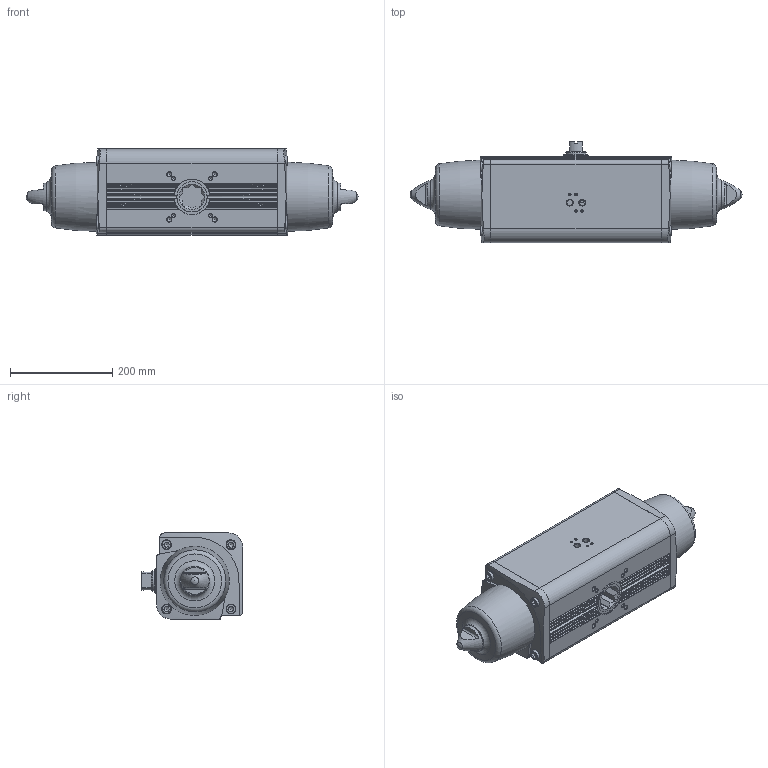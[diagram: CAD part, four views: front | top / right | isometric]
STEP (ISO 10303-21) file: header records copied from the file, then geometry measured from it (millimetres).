
FILE_DESCRIPTION(/* description */ ('Unknown'),/* implementation_level */ '2;1');
FILE_NAME(/* name */ 'SR10',/* time_stamp */ '2022-08-11T13:14:40+02:00',/* author */ ('Unknown'),/* organization */ ('Unknown'),/* preprocessor_version */ 'ST-DEVELOPER v16.7',/* originating_system */ 'Solid Edge',/* authorisation */ 'Unknown');
FILE_SCHEMA (('AUTOMOTIVE_DESIGN {1 0 10303 214 3 1 1}'));
Length unit declared in the file: millimetre
Products named in the file (2): SR 480; _SRN0480401S_new
Assembly tree (1 placements, depth 2):
  SR 480
    _SRN0480401S_new
Bounding box: 648.2 x 198 x 168 mm (x, y, z)
Volume: 12456581.6 mm3; surface area: 473117.6 mm2
Topology: 1 solids, 1 shells, 474 faces, 1210 edges, 770 vertices
Faces by surface type: plane 240, cylinder 123, cone 74, torus 35, sphere 2
Full cylindrical faces by diameter (mm): 2.5 x2, 4.134 x8, 4.917 x1, 6 x1, 6.647 x4, 8.376 x4, 11.445 x2, 18 x8, 40 x1, 50 x1, 53 x1, 59 x1, 119.59 x2
Entity records: 16963 total; most frequent: CARTESIAN_POINT 2945, DIRECTION 2198, ORIENTED_EDGE 2054, EDGE_CURVE 1027, AXIS2_PLACEMENT_3D 835, VERTEX_POINT 740, FACE_BOUND 659, EDGE_LOOP 634
